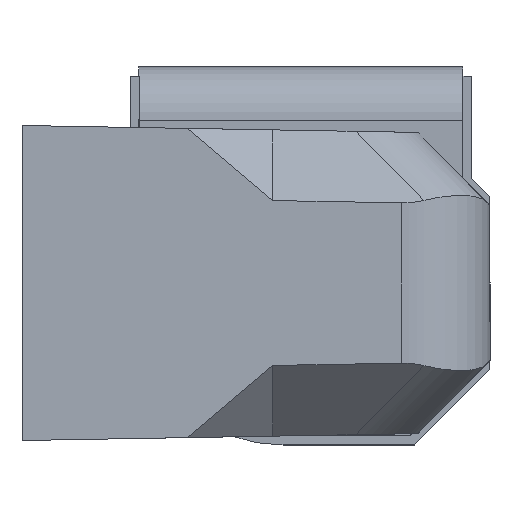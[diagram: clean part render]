
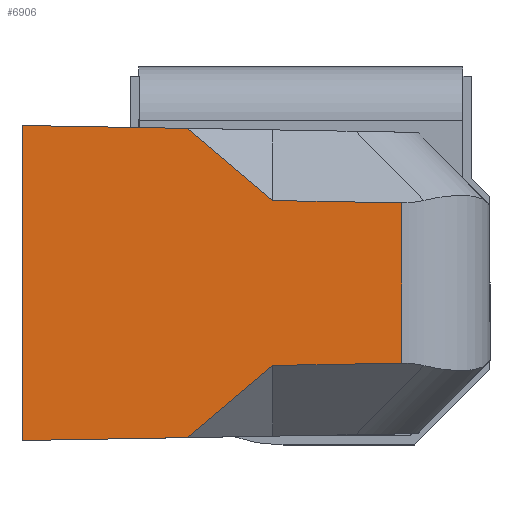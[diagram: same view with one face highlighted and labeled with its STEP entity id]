
A CAD part, front view. The second image highlights one B-rep face of the part: STEP entity #6906.
In plain terms, the highlighted planar face has unit normal (0.018, -1, 0).
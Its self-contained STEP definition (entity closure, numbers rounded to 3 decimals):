
#29 = VERTEX_POINT ( 'NONE', #2252 ) ;
#65 = EDGE_CURVE ( 'NONE', #1552, #7388, #3643, .T. ) ;
#222 = VECTOR ( 'NONE', #4487, 1000. ) ;
#419 = CARTESIAN_POINT ( 'NONE',  ( -17.069, -63.501, 4.824 ) ) ;
#732 = DIRECTION ( 'NONE',  ( -1., -0.017, 0. ) ) ;
#851 = DIRECTION ( 'NONE',  ( 0., 0., 1. ) ) ;
#1045 = DIRECTION ( 'NONE',  ( 0.763, 0.013, 0.647 ) ) ;
#1066 = VERTEX_POINT ( 'NONE', #1595 ) ;
#1125 = ORIENTED_EDGE ( 'NONE', *, *, #2355, .F. ) ;
#1205 = LINE ( 'NONE', #419, #4215 ) ;
#1354 = DIRECTION ( 'NONE',  ( 0., 0., -1. ) ) ;
#1358 = VECTOR ( 'NONE', #1045, 1000. ) ;
#1503 = DIRECTION ( 'NONE',  ( -0.017, 1., 0. ) ) ;
#1542 = EDGE_CURVE ( 'NONE', #7172, #1066, #6274, .T. ) ;
#1552 = VERTEX_POINT ( 'NONE', #4549 ) ;
#1595 = CARTESIAN_POINT ( 'NONE',  ( -3.072, -63.257, -4.579 ) ) ;
#1626 = CARTESIAN_POINT ( 'NONE',  ( 4.087, -63.132, 8.75 ) ) ;
#1831 = CARTESIAN_POINT ( 'NONE',  ( -4.603, -63.284, -5.877 ) ) ;
#1845 = CARTESIAN_POINT ( 'NONE',  ( -17., -63.5, 8.75 ) ) ;
#1853 = EDGE_CURVE ( 'NONE', #7172, #6225, #2430, .T. ) ;
#2067 = DIRECTION ( 'NONE',  ( -0.763, -0.013, 0.647 ) ) ;
#2134 = CARTESIAN_POINT ( 'NONE',  ( -17., -63.5, 8.75 ) ) ;
#2171 = ORIENTED_EDGE ( 'NONE', *, *, #3423, .F. ) ;
#2194 = VECTOR ( 'NONE', #851, 1000. ) ;
#2252 = CARTESIAN_POINT ( 'NONE',  ( -17., -63.5, -8.75 ) ) ;
#2290 = CARTESIAN_POINT ( 'NONE',  ( -17., -63.5, 8.75 ) ) ;
#2355 = EDGE_CURVE ( 'NONE', #2875, #29, #6038, .T. ) ;
#2430 = LINE ( 'NONE', #1626, #2194 ) ;
#2611 = LINE ( 'NONE', #1831, #1358 ) ;
#2736 = ORIENTED_EDGE ( 'NONE', *, *, #1853, .T. ) ;
#2748 = VECTOR ( 'NONE', #2067, 1000. ) ;
#2775 = DIRECTION ( 'NONE',  ( 1., 0.017, -0.017 ) ) ;
#2857 = CARTESIAN_POINT ( 'NONE',  ( -13.233, -63.434, 13.194 ) ) ;
#2859 = EDGE_CURVE ( 'NONE', #6225, #1552, #1205, .T. ) ;
#2875 = VERTEX_POINT ( 'NONE', #3357 ) ;
#2931 = LINE ( 'NONE', #2134, #3056 ) ;
#3056 = VECTOR ( 'NONE', #1354, 1000. ) ;
#3074 = ORIENTED_EDGE ( 'NONE', *, *, #1542, .F. ) ;
#3078 = PLANE ( 'NONE',  #6106 ) ;
#3158 = CARTESIAN_POINT ( 'NONE',  ( 4.087, -63.132, -4.454 ) ) ;
#3357 = CARTESIAN_POINT ( 'NONE',  ( -7.802, -63.339, -8.589 ) ) ;
#3423 = EDGE_CURVE ( 'NONE', #5657, #7388, #4304, .T. ) ;
#3563 = CARTESIAN_POINT ( 'NONE',  ( -17., -63.5, 8.75 ) ) ;
#3643 = LINE ( 'NONE', #2857, #2748 ) ;
#3943 = CARTESIAN_POINT ( 'NONE',  ( 4.087, -63.132, 4.454 ) ) ;
#4215 = VECTOR ( 'NONE', #7193, 1000. ) ;
#4304 = LINE ( 'NONE', #3563, #6158 ) ;
#4412 = CARTESIAN_POINT ( 'NONE',  ( -7.802, -63.339, 8.589 ) ) ;
#4413 = EDGE_LOOP ( 'NONE', ( #3074, #2736, #5233, #6856, #2171, #5054, #1125, #4741 ) ) ;
#4487 = DIRECTION ( 'NONE',  ( -1., -0.017, -0.017 ) ) ;
#4549 = CARTESIAN_POINT ( 'NONE',  ( -3.072, -63.257, 4.579 ) ) ;
#4741 = ORIENTED_EDGE ( 'NONE', *, *, #4980, .T. ) ;
#4980 = EDGE_CURVE ( 'NONE', #2875, #1066, #2611, .T. ) ;
#5054 = ORIENTED_EDGE ( 'NONE', *, *, #7468, .T. ) ;
#5233 = ORIENTED_EDGE ( 'NONE', *, *, #2859, .T. ) ;
#5274 = CARTESIAN_POINT ( 'NONE',  ( -16.695, -63.495, -8.745 ) ) ;
#5657 = VERTEX_POINT ( 'NONE', #1845 ) ;
#6038 = LINE ( 'NONE', #5274, #222 ) ;
#6091 = DIRECTION ( 'NONE',  ( -1., -0.017, -0.017 ) ) ;
#6106 = AXIS2_PLACEMENT_3D ( 'NONE', #2290, #1503, #732 ) ;
#6158 = VECTOR ( 'NONE', #2775, 1000. ) ;
#6225 = VERTEX_POINT ( 'NONE', #3943 ) ;
#6274 = LINE ( 'NONE', #6854, #6576 ) ;
#6576 = VECTOR ( 'NONE', #6091, 1000. ) ;
#6678 = FACE_OUTER_BOUND ( 'NONE', #4413, .T. ) ;
#6854 = CARTESIAN_POINT ( 'NONE',  ( -16.763, -63.496, -4.819 ) ) ;
#6856 = ORIENTED_EDGE ( 'NONE', *, *, #65, .T. ) ;
#6906 = ADVANCED_FACE ( 'NONE', ( #6678 ), #3078, .F. ) ;
#7172 = VERTEX_POINT ( 'NONE', #3158 ) ;
#7193 = DIRECTION ( 'NONE',  ( -1., -0.017, 0.017 ) ) ;
#7388 = VERTEX_POINT ( 'NONE', #4412 ) ;
#7468 = EDGE_CURVE ( 'NONE', #5657, #29, #2931, .T. ) ;
